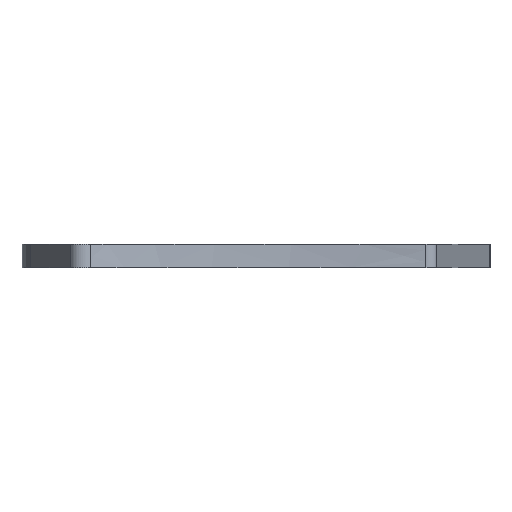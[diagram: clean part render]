
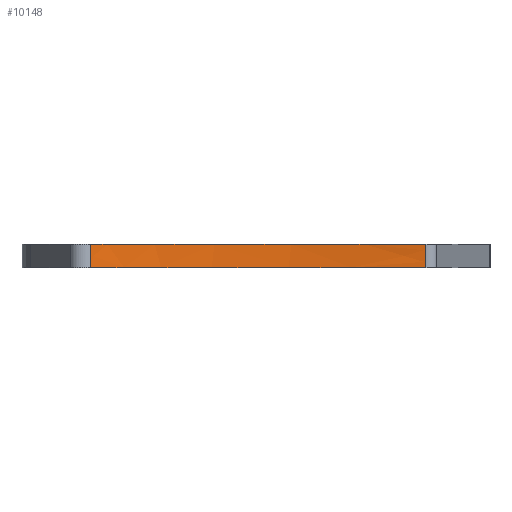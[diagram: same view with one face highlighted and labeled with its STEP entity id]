
A CAD part, front view. The second image highlights one B-rep face of the part: STEP entity #10148.
In plain terms, the highlighted free-form (B-spline) face has degree [3, 1] with [16, 2] control points.
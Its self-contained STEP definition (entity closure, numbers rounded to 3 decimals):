
#62=B_SPLINE_SURFACE_WITH_KNOTS('',3,1,((#18527,#18528),(#18529,#18530),
(#18531,#18532),(#18533,#18534),(#18535,#18536),(#18537,#18538),(#18539,
#18540),(#18541,#18542),(#18543,#18544),(#18545,#18546),(#18547,#18548),
(#18549,#18550),(#18551,#18552),(#18553,#18554),(#18555,#18556),(#18557,
#18558)),.UNSPECIFIED.,.F.,.F.,.F.,(4,3,3,3,3,4),(2,2),(1.778,
1.907,2.237,2.563,2.907,2.957),
(-0.552,0.1),.UNSPECIFIED.);
#142=B_SPLINE_CURVE_WITH_KNOTS('',3,(#15446,#15447,#15448,#15449,#15450,
#15451,#15452,#15453,#15454,#15455,#15456,#15457,#15458,#15459,#15460,#15461),
 .UNSPECIFIED.,.F.,.F.,(4,3,3,3,3,4),(1.778,1.907,
2.237,2.563,2.907,2.957),
 .UNSPECIFIED.);
#165=B_SPLINE_CURVE_WITH_KNOTS('',3,(#16378,#16379,#16380,#16381,#16382,
#16383,#16384,#16385,#16386,#16387,#16388,#16389,#16390,#16391,#16392,#16393,
#16394,#16395,#16396,#16397,#16398,#16399,#16400,#16401,#16402,#16403,#16404,
#16405),.UNSPECIFIED.,.F.,.F.,(4,2,2,2,2,2,2,2,2,2,2,2,2,4),(-16.544,
-16.196,-16.128,-13.843,-8.713,
-0.051,-0.051,-0.051,-0.051,
-0.051,-0.051,-0.046,-0.037,
0.),.UNSPECIFIED.);
#1166=LINE('',#18526,#2148);
#1167=LINE('',#18559,#2149);
#2148=VECTOR('',#13944,10.);
#2149=VECTOR('',#13945,10.);
#2886=FACE_OUTER_BOUND('',#3470,.T.);
#3470=EDGE_LOOP('',(#9344,#9345,#9346,#9347));
#4391=VERTEX_POINT('',#15428);
#4392=VERTEX_POINT('',#15445);
#4592=VERTEX_POINT('',#16363);
#4593=VERTEX_POINT('',#16377);
#5482=EDGE_CURVE('',#4391,#4392,#142,.T.);
#5707=EDGE_CURVE('',#4593,#4592,#165,.T.);
#6378=EDGE_CURVE('',#4592,#4392,#1166,.T.);
#6379=EDGE_CURVE('',#4593,#4391,#1167,.T.);
#9344=ORIENTED_EDGE('',*,*,#5707,.T.);
#9345=ORIENTED_EDGE('',*,*,#6378,.T.);
#9346=ORIENTED_EDGE('',*,*,#5482,.F.);
#9347=ORIENTED_EDGE('',*,*,#6379,.F.);
#10148=ADVANCED_FACE('',(#2886),#62,.T.);
#13944=DIRECTION('',(0.,0.,1.));
#13945=DIRECTION('',(0.,0.,1.));
#15428=CARTESIAN_POINT('',(47.928,-138.855,3.83));
#15445=CARTESIAN_POINT('',(134.439,-125.999,3.83));
#15446=CARTESIAN_POINT('Ctrl Pts',(47.928,-138.855,3.83));
#15447=CARTESIAN_POINT('Ctrl Pts',(48.291,-138.625,3.83));
#15448=CARTESIAN_POINT('Ctrl Pts',(48.654,-138.395,3.83));
#15449=CARTESIAN_POINT('Ctrl Pts',(49.017,-138.165,3.83));
#15450=CARTESIAN_POINT('Ctrl Pts',(55.07,-134.331,3.83));
#15451=CARTESIAN_POINT('Ctrl Pts',(62.542,-131.47,3.83));
#15452=CARTESIAN_POINT('Ctrl Pts',(71.099,-129.395,3.83));
#15453=CARTESIAN_POINT('Ctrl Pts',(79.538,-127.349,3.83));
#15454=CARTESIAN_POINT('Ctrl Pts',(88.967,-126.037,3.83));
#15455=CARTESIAN_POINT('Ctrl Pts',(99.139,-125.409,3.83));
#15456=CARTESIAN_POINT('Ctrl Pts',(109.852,-124.747,3.83));
#15457=CARTESIAN_POINT('Ctrl Pts',(121.413,-124.87,3.83));
#15458=CARTESIAN_POINT('Ctrl Pts',(133.932,-125.955,3.83));
#15459=CARTESIAN_POINT('Ctrl Pts',(134.101,-125.97,3.83));
#15460=CARTESIAN_POINT('Ctrl Pts',(134.27,-125.984,3.83));
#15461=CARTESIAN_POINT('Ctrl Pts',(134.439,-125.999,3.83));
#16363=CARTESIAN_POINT('',(134.439,-125.999,-2.15));
#16377=CARTESIAN_POINT('',(47.928,-138.855,-2.15));
#16378=CARTESIAN_POINT('Ctrl Pts',(47.928,-138.855,-2.15));
#16379=CARTESIAN_POINT('Ctrl Pts',(48.321,-138.606,-2.15));
#16380=CARTESIAN_POINT('Ctrl Pts',(48.713,-138.356,-2.15));
#16381=CARTESIAN_POINT('Ctrl Pts',(49.184,-138.059,-2.15));
#16382=CARTESIAN_POINT('Ctrl Pts',(49.262,-138.011,-2.15));
#16383=CARTESIAN_POINT('Ctrl Pts',(51.934,-136.346,-2.15));
#16384=CARTESIAN_POINT('Ctrl Pts',(54.665,-134.971,-2.15));
#16385=CARTESIAN_POINT('Ctrl Pts',(63.787,-131.118,-2.15));
#16386=CARTESIAN_POINT('Ctrl Pts',(70.767,-129.295,-2.15));
#16387=CARTESIAN_POINT('Ctrl Pts',(88.736,-125.896,-2.15));
#16388=CARTESIAN_POINT('Ctrl Pts',(107.936,-123.702,-2.15));
#16389=CARTESIAN_POINT('Ctrl Pts',(133.932,-125.955,-2.15));
#16390=CARTESIAN_POINT('Ctrl Pts',(133.932,-125.955,-2.15));
#16391=CARTESIAN_POINT('Ctrl Pts',(133.932,-125.955,-2.15));
#16392=CARTESIAN_POINT('Ctrl Pts',(133.932,-125.955,-2.15));
#16393=CARTESIAN_POINT('Ctrl Pts',(133.932,-125.955,-2.15));
#16394=CARTESIAN_POINT('Ctrl Pts',(133.932,-125.955,-2.15));
#16395=CARTESIAN_POINT('Ctrl Pts',(133.932,-125.955,-2.15));
#16396=CARTESIAN_POINT('Ctrl Pts',(133.932,-125.955,-2.15));
#16397=CARTESIAN_POINT('Ctrl Pts',(133.933,-125.955,-2.15));
#16398=CARTESIAN_POINT('Ctrl Pts',(133.933,-125.955,-2.15));
#16399=CARTESIAN_POINT('Ctrl Pts',(133.949,-125.957,-2.15));
#16400=CARTESIAN_POINT('Ctrl Pts',(133.964,-125.958,-2.15));
#16401=CARTESIAN_POINT('Ctrl Pts',(134.01,-125.962,-2.15));
#16402=CARTESIAN_POINT('Ctrl Pts',(134.041,-125.964,-2.15));
#16403=CARTESIAN_POINT('Ctrl Pts',(134.194,-125.978,-2.15));
#16404=CARTESIAN_POINT('Ctrl Pts',(134.316,-125.988,-2.15));
#16405=CARTESIAN_POINT('Ctrl Pts',(134.439,-125.999,-2.15));
#18526=CARTESIAN_POINT('',(134.439,-125.999,2.83));
#18527=CARTESIAN_POINT('Ctrl Pts',(47.928,-138.855,-2.689));
#18528=CARTESIAN_POINT('Ctrl Pts',(47.928,-138.855,3.83));
#18529=CARTESIAN_POINT('Ctrl Pts',(48.291,-138.625,-2.689));
#18530=CARTESIAN_POINT('Ctrl Pts',(48.291,-138.625,3.83));
#18531=CARTESIAN_POINT('Ctrl Pts',(48.654,-138.395,-2.689));
#18532=CARTESIAN_POINT('Ctrl Pts',(48.654,-138.395,3.83));
#18533=CARTESIAN_POINT('Ctrl Pts',(49.017,-138.165,-2.689));
#18534=CARTESIAN_POINT('Ctrl Pts',(49.017,-138.165,3.83));
#18535=CARTESIAN_POINT('Ctrl Pts',(55.07,-134.331,-2.689));
#18536=CARTESIAN_POINT('Ctrl Pts',(55.07,-134.331,3.83));
#18537=CARTESIAN_POINT('Ctrl Pts',(62.542,-131.47,-2.689));
#18538=CARTESIAN_POINT('Ctrl Pts',(62.542,-131.47,3.83));
#18539=CARTESIAN_POINT('Ctrl Pts',(71.099,-129.395,-2.689));
#18540=CARTESIAN_POINT('Ctrl Pts',(71.099,-129.395,3.83));
#18541=CARTESIAN_POINT('Ctrl Pts',(79.538,-127.349,-2.689));
#18542=CARTESIAN_POINT('Ctrl Pts',(79.538,-127.349,3.83));
#18543=CARTESIAN_POINT('Ctrl Pts',(88.967,-126.037,-2.689));
#18544=CARTESIAN_POINT('Ctrl Pts',(88.967,-126.037,3.83));
#18545=CARTESIAN_POINT('Ctrl Pts',(99.139,-125.409,-2.689));
#18546=CARTESIAN_POINT('Ctrl Pts',(99.139,-125.409,3.83));
#18547=CARTESIAN_POINT('Ctrl Pts',(109.852,-124.747,-2.689));
#18548=CARTESIAN_POINT('Ctrl Pts',(109.852,-124.747,3.83));
#18549=CARTESIAN_POINT('Ctrl Pts',(121.413,-124.87,-2.689));
#18550=CARTESIAN_POINT('Ctrl Pts',(121.413,-124.87,3.83));
#18551=CARTESIAN_POINT('Ctrl Pts',(133.932,-125.955,-2.689));
#18552=CARTESIAN_POINT('Ctrl Pts',(133.932,-125.955,3.83));
#18553=CARTESIAN_POINT('Ctrl Pts',(134.101,-125.97,-2.689));
#18554=CARTESIAN_POINT('Ctrl Pts',(134.101,-125.97,3.83));
#18555=CARTESIAN_POINT('Ctrl Pts',(134.27,-125.984,-2.689));
#18556=CARTESIAN_POINT('Ctrl Pts',(134.27,-125.984,3.83));
#18557=CARTESIAN_POINT('Ctrl Pts',(134.439,-125.999,-2.689));
#18558=CARTESIAN_POINT('Ctrl Pts',(134.439,-125.999,3.83));
#18559=CARTESIAN_POINT('',(47.928,-138.855,2.83));
